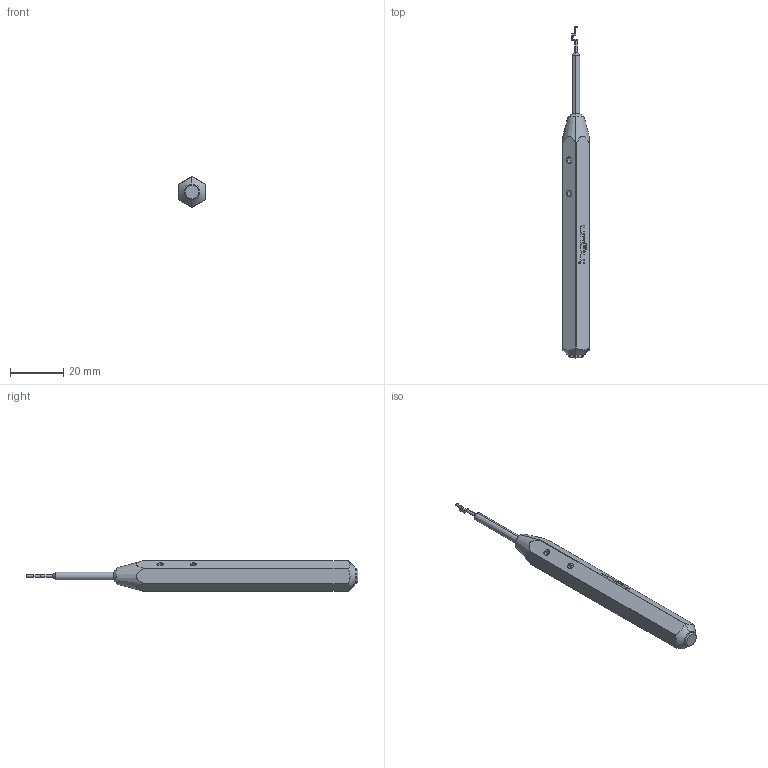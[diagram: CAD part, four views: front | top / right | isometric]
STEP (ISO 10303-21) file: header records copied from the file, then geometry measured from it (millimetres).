
FILE_DESCRIPTION (( 'STEP AP203' ), '1' );
FILE_NAME ('INGUN_SW-ZW-GKS-051.STEP', '2022-03-14T12:30:13', ( 'ochi' ), ( '' ), 'SwSTEP 2.0', 'SolidWorks 2018', '' );
FILE_SCHEMA (( 'CONFIG_CONTROL_DESIGN' ));
Length unit declared in the file: millimetre
Products named in the file (1): INGUN_SW-ZW-GKS-051
Bounding box: 10 x 125 x 11.5 mm (x, y, z)
Volume: 7649.3 mm3; surface area: 3396.1 mm2
Topology: 1 solids, 1 shells, 137 faces, 356 edges, 232 vertices
Faces by surface type: plane 87, cylinder 40, cone 10
Entity records: 4451 total; most frequent: CARTESIAN_POINT 946, DIRECTION 716, ORIENTED_EDGE 712, EDGE_CURVE 356, VECTOR 248, LINE 248, AXIS2_PLACEMENT_3D 234, VERTEX_POINT 232
